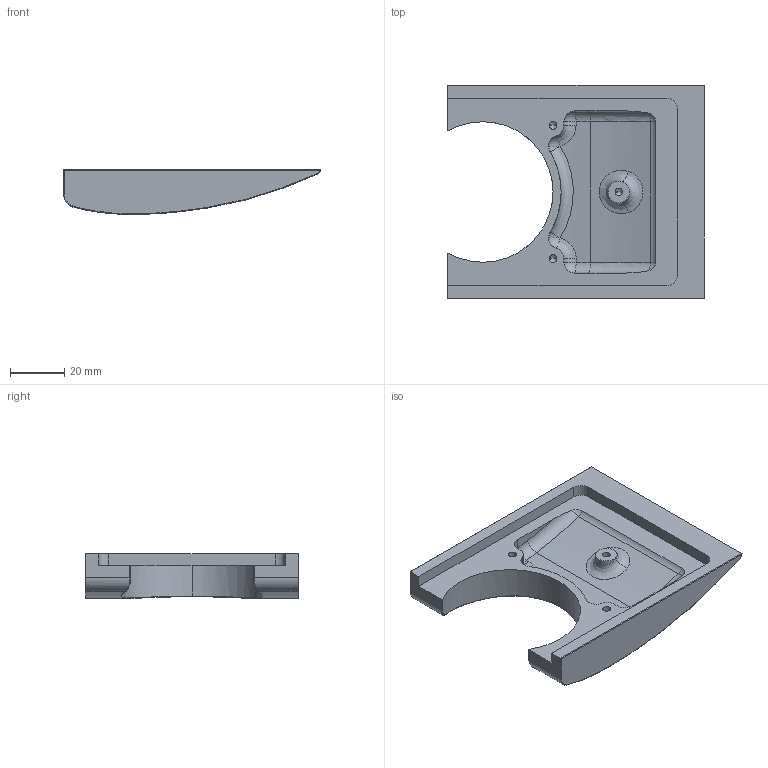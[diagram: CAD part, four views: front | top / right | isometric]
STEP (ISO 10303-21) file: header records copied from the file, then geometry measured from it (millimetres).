
FILE_DESCRIPTION (( 'STEP AP214' ), '1' );
FILE_NAME ('Cache ouvert 2.STEP', '2024-01-09T16:50:22', ( '' ), ( '' ), 'SwSTEP 2.0', 'SolidWorks 2019', '' );
FILE_SCHEMA (( 'AUTOMOTIVE_DESIGN' ));
Length unit declared in the file: millimetre
Products named in the file (1): Cache ouvert 2
Bounding box: 95 x 79 x 16.6 mm (x, y, z)
Volume: 38304.3 mm3; surface area: 17702 mm2
Topology: 1 solids, 1 shells, 93 faces, 219 edges, 125 vertices
Faces by surface type: cylinder 39, torus 16, plane 14, bspline 10, sphere 8, cone 6
Entity records: 3839 total; most frequent: CARTESIAN_POINT 1672, DIRECTION 458, ORIENTED_EDGE 422, EDGE_CURVE 211, AXIS2_PLACEMENT_3D 192, VERTEX_POINT 125, CIRCLE 108, EDGE_LOOP 98
